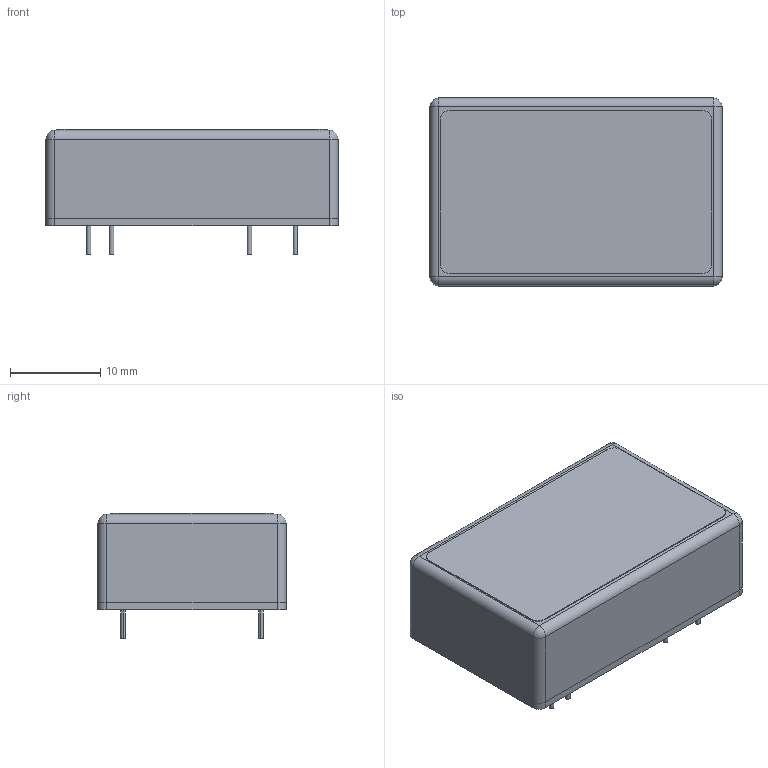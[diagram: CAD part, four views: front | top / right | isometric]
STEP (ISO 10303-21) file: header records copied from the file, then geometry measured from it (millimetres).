
FILE_DESCRIPTION((''),'2;1');
FILE_NAME('DCDC_TRACO_TEN5.stp','2013-11-20T13:07:30',(''),(''),'Mechanical Desktop 2011','Mechanical Desktop 2011',', , ');
FILE_SCHEMA(('AUTOMOTIVE_DESIGN { 1 2 10303 214 1 1 1 1 }'));
Length unit declared in the file: millimetre
Products named in the file (1): Product
Bounding box: 32.3 x 20.8 x 13.9 mm (x, y, z)
Volume: 7149.2 mm3; surface area: 4877.2 mm2
Topology: 11 solids, 11 shells, 70 faces, 136 edges, 84 vertices
Faces by surface type: plane 34, cylinder 32, sphere 4
Entity records: 1820 total; most frequent: DIRECTION 338, CARTESIAN_POINT 287, ORIENTED_EDGE 264, AXIS2_PLACEMENT_3D 135, EDGE_CURVE 132, VERTEX_POINT 84, EDGE_LOOP 70, FACE_OUTER_BOUND 70
